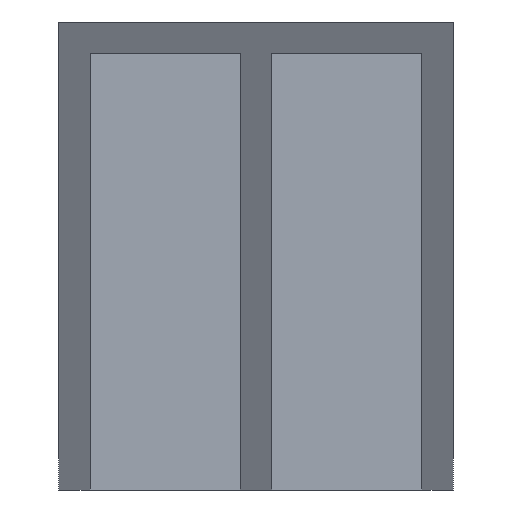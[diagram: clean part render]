
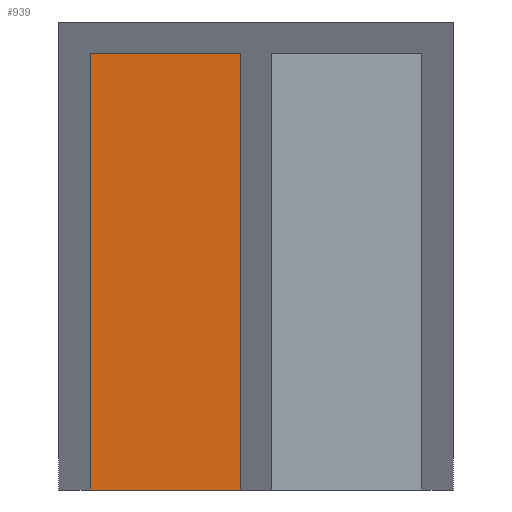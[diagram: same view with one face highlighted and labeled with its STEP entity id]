
A CAD part, left-side view. The second image highlights one B-rep face of the part: STEP entity #939.
In plain terms, the highlighted planar face has unit normal (-1, 0, 0).
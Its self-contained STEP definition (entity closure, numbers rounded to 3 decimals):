
#55=PLANE('',#1019);
#89=FACE_OUTER_BOUND('',#152,.T.);
#152=EDGE_LOOP('',(#723,#724,#725,#726));
#219=LINE('',#1399,#311);
#223=LINE('',#1407,#315);
#226=LINE('',#1412,#318);
#241=LINE('',#1457,#333);
#311=VECTOR('',#1129,10.);
#315=VECTOR('',#1137,10.);
#318=VECTOR('',#1142,10.);
#333=VECTOR('',#1175,10.);
#451=VERTEX_POINT('',#1396);
#452=VERTEX_POINT('',#1398);
#454=VERTEX_POINT('',#1406);
#455=VERTEX_POINT('',#1411);
#543=EDGE_CURVE('',#452,#451,#219,.T.);
#547=EDGE_CURVE('',#454,#452,#223,.T.);
#550=EDGE_CURVE('',#455,#454,#226,.T.);
#573=EDGE_CURVE('',#451,#455,#241,.T.);
#723=ORIENTED_EDGE('',*,*,#547,.T.);
#724=ORIENTED_EDGE('',*,*,#543,.T.);
#725=ORIENTED_EDGE('',*,*,#573,.T.);
#726=ORIENTED_EDGE('',*,*,#550,.T.);
#939=ADVANCED_FACE('',(#89),#55,.T.);
#1019=AXIS2_PLACEMENT_3D('',#1456,#1173,#1174);
#1129=DIRECTION('',(0.,1.,0.));
#1137=DIRECTION('',(0.,0.,1.));
#1142=DIRECTION('',(0.,-1.,0.));
#1173=DIRECTION('center_axis',(-1.,0.,0.));
#1174=DIRECTION('ref_axis',(0.,-1.,0.));
#1175=DIRECTION('',(0.,0.,-1.));
#1396=CARTESIAN_POINT('',(-46.206,4.536,41.5));
#1398=CARTESIAN_POINT('',(-46.206,-9.732,41.5));
#1399=CARTESIAN_POINT('',(-46.206,-1.848,41.5));
#1406=CARTESIAN_POINT('',(-46.206,-9.732,0.));
#1407=CARTESIAN_POINT('',(-46.206,-9.732,11.125));
#1411=CARTESIAN_POINT('',(-46.206,4.536,0.));
#1412=CARTESIAN_POINT('',(-46.206,7.536,0.));
#1456=CARTESIAN_POINT('Origin',(-46.206,7.536,0.));
#1457=CARTESIAN_POINT('',(-46.206,4.536,11.125));
